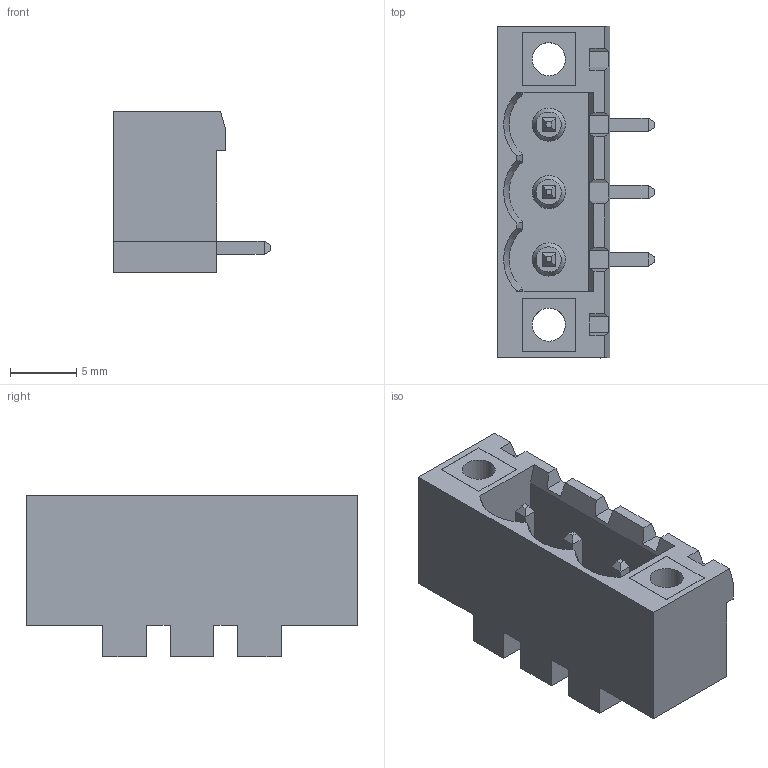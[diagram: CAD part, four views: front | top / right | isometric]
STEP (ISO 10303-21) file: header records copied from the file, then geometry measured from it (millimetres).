
FILE_DESCRIPTION(('STEP AP214'),'1');
FILE_NAME('PV03-5,08-HR-K.stp','2021-05-26T06:59:29',(' '),(' '),'Spatial InterOp 3D',' ',' ');
FILE_SCHEMA(('automotive_design'));
Length unit declared in the file: metre
Products named in the file (1): 1
Bounding box: 11.9 x 25 x 12.2 mm (x, y, z)
Volume: 1282.2 mm3; surface area: 1975.9 mm2
Topology: 1 solids, 1 shells, 234 faces, 592 edges, 376 vertices
Faces by surface type: plane 210, cylinder 17, cone 6, extrusion 1
Full cylindrical faces by diameter (mm): 2.5 x5, 4.1 x2
Entity records: 8657 total; most frequent: CARTESIAN_POINT 1241, ORIENTED_EDGE 1154, DIRECTION 1062, EDGE_CURVE 577, VECTOR 514, LINE 513, VERTEX_POINT 371, AXIS2_PLACEMENT_3D 274
